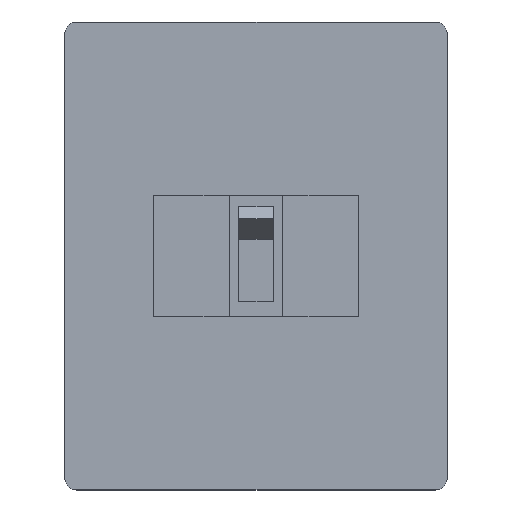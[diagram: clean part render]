
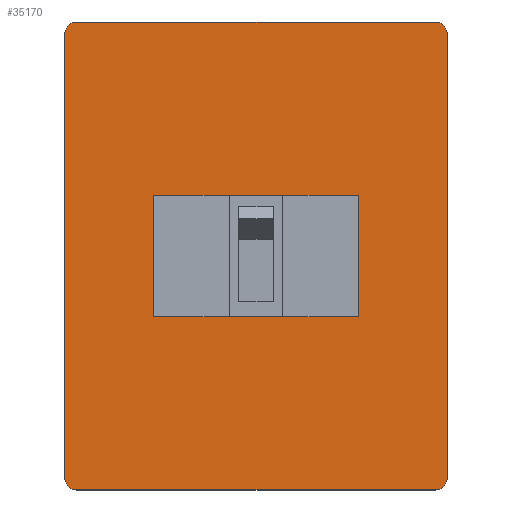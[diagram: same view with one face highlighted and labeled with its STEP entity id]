
A CAD part, top view. The second image highlights one B-rep face of the part: STEP entity #35170.
In plain terms, the highlighted planar face has unit normal (0, 0, 1).
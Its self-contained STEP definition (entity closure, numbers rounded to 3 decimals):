
#34080=CARTESIAN_POINT('',(122.,96.,
-22.));
#34090=DIRECTION('',(0.,0.,1.));
#34100=DIRECTION('',(0.,1.,0.));
#34110=AXIS2_PLACEMENT_3D('',#34080,#34090,#34100);
#34120=PLANE('',#34110);
#34130=CARTESIAN_POINT('',(88.,0.,-22.));
#34140=DIRECTION('',(0.,1.,0.));
#34150=VECTOR('',#34140,1.);
#34160=LINE('',#34130,#34150);
#34170=CARTESIAN_POINT('',(88.,-25.,
-22.));
#34180=VERTEX_POINT('',#34170);
#34190=CARTESIAN_POINT('',(88.,25.,
-22.));
#34200=VERTEX_POINT('',#34190);
#34210=EDGE_CURVE('',#34180,#34200,#34160,.T.);
#34220=ORIENTED_EDGE('',*,*,#34210,.F.);
#34230=CARTESIAN_POINT('',(0.,25.,-22.));
#34240=DIRECTION('',(-1.,0.,0.));
#34250=VECTOR('',#34240,1.);
#34260=LINE('',#34230,#34250);
#34270=CARTESIAN_POINT('',(4.,25.,
-22.));
#34280=VERTEX_POINT('',#34270);
#34290=EDGE_CURVE('',#34200,#34280,#34260,.T.);
#34300=ORIENTED_EDGE('',*,*,#34290,.F.);
#34310=CARTESIAN_POINT('',(4.,0.,-22.));
#34320=DIRECTION('',(0.,1.,0.));
#34330=VECTOR('',#34320,1.);
#34340=LINE('',#34310,#34330);
#34350=CARTESIAN_POINT('',(4.,-25.,
-22.));
#34360=VERTEX_POINT('',#34350);
#34370=EDGE_CURVE('',#34360,#34280,#34340,.T.);
#34380=ORIENTED_EDGE('',*,*,#34370,.T.);
#34390=CARTESIAN_POINT('',(0.,-25.,-22.));
#34400=DIRECTION('',(1.,0.,0.));
#34410=VECTOR('',#34400,1.);
#34420=LINE('',#34390,#34410);
#34430=EDGE_CURVE('',#34360,#34180,#34420,.T.);
#34440=ORIENTED_EDGE('',*,*,#34430,.F.);
#34450=EDGE_LOOP('',(#34440,#34380,#34300,#34220));
#34460=FACE_BOUND('',#34450,.T.);
#34470=CARTESIAN_POINT('',(119.5,91.,
-22.));
#34480=DIRECTION('',(0.,0.,1.));
#34490=DIRECTION('',(1.,0.,0.));
#34500=AXIS2_PLACEMENT_3D('',#34470,#34480,#34490);
#34510=CIRCLE('',#34500,5.);
#34520=CARTESIAN_POINT('',(124.5,91.,
-22.));
#34530=VERTEX_POINT('',#34520);
#34540=CARTESIAN_POINT('',(119.5,96.,
-22.));
#34550=VERTEX_POINT('',#34540);
#34560=EDGE_CURVE('',#34530,#34550,#34510,.T.);
#34570=ORIENTED_EDGE('',*,*,#34560,.T.);
#34580=CARTESIAN_POINT('',(124.5,96.,
-22.));
#34590=DIRECTION('',(0.,-1.,0.));
#34600=VECTOR('',#34590,1.);
#34610=LINE('',#34580,#34600);
#34620=CARTESIAN_POINT('',(124.5,-91.,
-22.));
#34630=VERTEX_POINT('',#34620);
#34640=EDGE_CURVE('',#34530,#34630,#34610,.T.);
#34650=ORIENTED_EDGE('',*,*,#34640,.F.);
#34660=CARTESIAN_POINT('',(119.5,-91.,
-22.));
#34670=DIRECTION('',(0.,0.,-1.));
#34680=DIRECTION('',(-1.,0.,0.));
#34690=AXIS2_PLACEMENT_3D('',#34660,#34670,#34680);
#34700=CIRCLE('',#34690,5.);
#34710=CARTESIAN_POINT('',(119.5,-96.,
-22.));
#34720=VERTEX_POINT('',#34710);
#34730=EDGE_CURVE('',#34630,#34720,#34700,.T.);
#34740=ORIENTED_EDGE('',*,*,#34730,.F.);
#34750=CARTESIAN_POINT('',(122.,-96.,
-22.));
#34760=DIRECTION('',(1.,0.,0.));
#34770=VECTOR('',#34760,1.);
#34780=LINE('',#34750,#34770);
#34790=CARTESIAN_POINT('',(-27.5,-96.,
-22.));
#34800=VERTEX_POINT('',#34790);
#34810=EDGE_CURVE('',#34800,#34720,#34780,.T.);
#34820=ORIENTED_EDGE('',*,*,#34810,.T.);
#34830=CARTESIAN_POINT('',(-27.5,-91.,
-22.));
#34840=DIRECTION('',(0.,0.,-1.));
#34850=DIRECTION('',(-1.,0.,0.));
#34860=AXIS2_PLACEMENT_3D('',#34830,#34840,#34850);
#34870=CIRCLE('',#34860,5.);
#34880=CARTESIAN_POINT('',(-32.5,-91.,
-22.));
#34890=VERTEX_POINT('',#34880);
#34900=EDGE_CURVE('',#34800,#34890,#34870,.T.);
#34910=ORIENTED_EDGE('',*,*,#34900,.F.);
#34920=CARTESIAN_POINT('',(-32.5,0.,-22.));
#34930=DIRECTION('',(0.,1.,0.));
#34940=VECTOR('',#34930,1.);
#34950=LINE('',#34920,#34940);
#34960=CARTESIAN_POINT('',(-32.5,91.,
-22.));
#34970=VERTEX_POINT('',#34960);
#34980=EDGE_CURVE('',#34890,#34970,#34950,.T.);
#34990=ORIENTED_EDGE('',*,*,#34980,.F.);
#35000=CARTESIAN_POINT('',(-27.5,91.,
-22.));
#35010=DIRECTION('',(0.,0.,1.));
#35020=DIRECTION('',(1.,0.,0.));
#35030=AXIS2_PLACEMENT_3D('',#35000,#35010,#35020);
#35040=CIRCLE('',#35030,5.);
#35050=CARTESIAN_POINT('',(-27.5,96.,
-22.));
#35060=VERTEX_POINT('',#35050);
#35070=EDGE_CURVE('',#35060,#34970,#35040,.T.);
#35080=ORIENTED_EDGE('',*,*,#35070,.T.);
#35090=CARTESIAN_POINT('',(122.,96.,
-22.));
#35100=DIRECTION('',(1.,0.,0.));
#35110=VECTOR('',#35100,1.);
#35120=LINE('',#35090,#35110);
#35130=EDGE_CURVE('',#35060,#34550,#35120,.T.);
#35140=ORIENTED_EDGE('',*,*,#35130,.F.);
#35150=EDGE_LOOP('',(#35140,#35080,#34990,#34910,#34820,#34740,#34650,
#34570));
#35160=FACE_OUTER_BOUND('',#35150,.T.);
#35170=ADVANCED_FACE('',(#34460,#35160),#34120,.T.);
